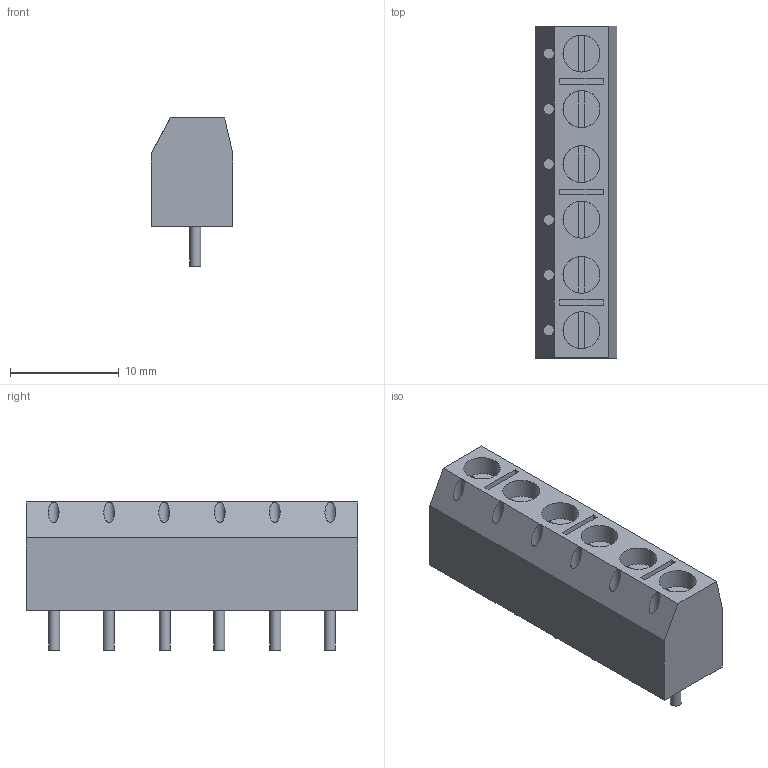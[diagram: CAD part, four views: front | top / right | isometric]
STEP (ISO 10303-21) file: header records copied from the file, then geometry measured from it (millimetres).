
FILE_DESCRIPTION(/* description */ (''),/* implementation_level */ '2;1');
FILE_NAME(/* name */ '5mm 6P Terminal Block v5.step',/* time_stamp */ '2021-06-23T23:11:54-07:00',/* author */ (''),/* organization */ (''),/* preprocessor_version */ 'ST-DEVELOPER v18.1',/* originating_system */ 'Autodesk Translation Framework v10.9.0.1377',/* authorisation */ '');
FILE_SCHEMA (('AUTOMOTIVE_DESIGN { 1 0 10303 214 3 1 1 }'));
Length unit declared in the file: millimetre
Products named in the file (1): 5mm 2P Terminal Block
Bounding box: 7.5 x 30.48 x 13.6 mm (x, y, z)
Volume: 1598.1 mm3; surface area: 3767.8 mm2
Topology: 19 solids, 19 shells, 215 faces, 594 edges, 378 vertices
Faces by surface type: plane 173, cylinder 30, bspline 12
Full cylindrical faces by diameter (mm): 1 x12, 3.4 x12, 3.6 x6
Entity records: 7778 total; most frequent: CARTESIAN_POINT 2379, ORIENTED_EDGE 1140, DIRECTION 1002, EDGE_CURVE 570, VERTEX_POINT 378, LINE 366, VECTOR 366, AXIS2_PLACEMENT_3D 318
